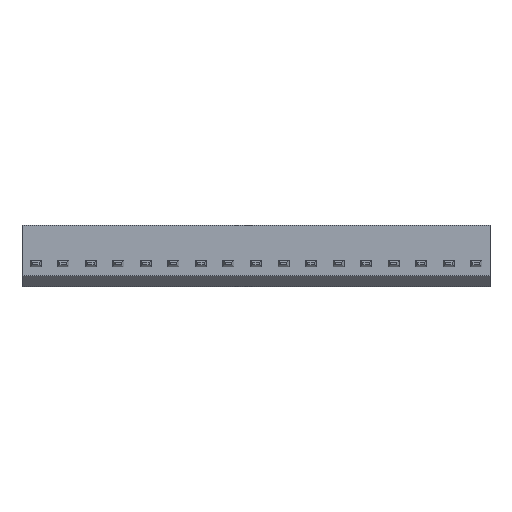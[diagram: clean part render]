
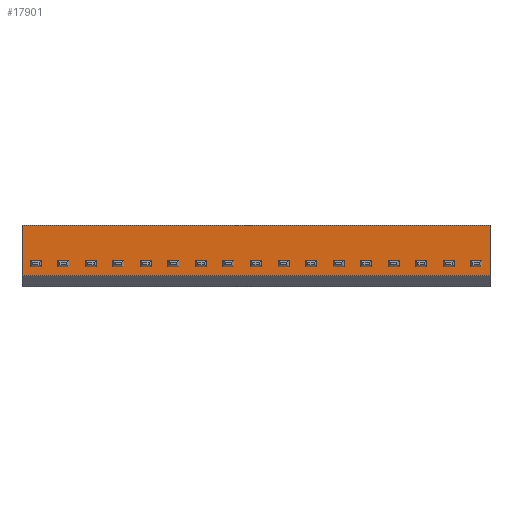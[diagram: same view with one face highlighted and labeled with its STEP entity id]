
A CAD part, top view. The second image highlights one B-rep face of the part: STEP entity #17901.
In plain terms, the highlighted planar face has unit normal (0, 0, 1).
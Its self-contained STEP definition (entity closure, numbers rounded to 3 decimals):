
#17901 = ADVANCED_FACE('',(#17902),#17916,.T.);
#17902 = FACE_BOUND('',#17903,.T.);
#17903 = EDGE_LOOP('',(#17904,#17939,#17967,#17995));
#17904 = ORIENTED_EDGE('',*,*,#17905,.T.);
#17905 = EDGE_CURVE('',#17906,#17908,#17910,.T.);
#17906 = VERTEX_POINT('',#17907);
#17907 = CARTESIAN_POINT('',(-1.25,-1.1,3.2));
#17908 = VERTEX_POINT('',#17909);
#17909 = CARTESIAN_POINT('',(41.25,-1.1,3.2));
#17910 = SURFACE_CURVE('',#17911,(#17915,#17927),.PCURVE_S1.);
#17911 = LINE('',#17912,#17913);
#17912 = CARTESIAN_POINT('',(-1.25,-1.1,3.2));
#17913 = VECTOR('',#17914,1.);
#17914 = DIRECTION('',(1.,0.,0.));
#17915 = PCURVE('',#17916,#17921);
#17916 = PLANE('',#17917);
#17917 = AXIS2_PLACEMENT_3D('',#17918,#17919,#17920);
#17918 = CARTESIAN_POINT('',(-1.25,-1.1,3.2));
#17919 = DIRECTION('',(0.,0.,1.));
#17920 = DIRECTION('',(0.,1.,0.));
#17921 = DEFINITIONAL_REPRESENTATION('',(#17922),#17926);
#17922 = LINE('',#17923,#17924);
#17923 = CARTESIAN_POINT('',(0.,0.));
#17924 = VECTOR('',#17925,1.);
#17925 = DIRECTION('',(0.,-1.));
#17926 = ( GEOMETRIC_REPRESENTATION_CONTEXT(2) 
PARAMETRIC_REPRESENTATION_CONTEXT() REPRESENTATION_CONTEXT('2D SPACE',''
  ) );
#17927 = PCURVE('',#17928,#17933);
#17928 = PLANE('',#17929);
#17929 = AXIS2_PLACEMENT_3D('',#17930,#17931,#17932);
#17930 = CARTESIAN_POINT('',(-1.25,-1.1,3.2));
#17931 = DIRECTION('',(0.,0.707,-0.707));
#17932 = DIRECTION('',(0.,-0.707,-0.707));
#17933 = DEFINITIONAL_REPRESENTATION('',(#17934),#17938);
#17934 = LINE('',#17935,#17936);
#17935 = CARTESIAN_POINT('',(0.,0.));
#17936 = VECTOR('',#17937,1.);
#17937 = DIRECTION('',(0.,-1.));
#17938 = ( GEOMETRIC_REPRESENTATION_CONTEXT(2) 
PARAMETRIC_REPRESENTATION_CONTEXT() REPRESENTATION_CONTEXT('2D SPACE',''
  ) );
#17939 = ORIENTED_EDGE('',*,*,#17940,.T.);
#17940 = EDGE_CURVE('',#17908,#17941,#17943,.T.);
#17941 = VERTEX_POINT('',#17942);
#17942 = CARTESIAN_POINT('',(41.25,3.5,3.2));
#17943 = SURFACE_CURVE('',#17944,(#17948,#17955),.PCURVE_S1.);
#17944 = LINE('',#17945,#17946);
#17945 = CARTESIAN_POINT('',(41.25,-1.1,3.2));
#17946 = VECTOR('',#17947,1.);
#17947 = DIRECTION('',(0.,1.,0.));
#17948 = PCURVE('',#17916,#17949);
#17949 = DEFINITIONAL_REPRESENTATION('',(#17950),#17954);
#17950 = LINE('',#17951,#17952);
#17951 = CARTESIAN_POINT('',(0.,-42.5));
#17952 = VECTOR('',#17953,1.);
#17953 = DIRECTION('',(1.,0.));
#17954 = ( GEOMETRIC_REPRESENTATION_CONTEXT(2) 
PARAMETRIC_REPRESENTATION_CONTEXT() REPRESENTATION_CONTEXT('2D SPACE',''
  ) );
#17955 = PCURVE('',#17956,#17961);
#17956 = PLANE('',#17957);
#17957 = AXIS2_PLACEMENT_3D('',#17958,#17959,#17960);
#17958 = CARTESIAN_POINT('',(41.25,0.951,1.622));
#17959 = DIRECTION('',(1.,0.,0.));
#17960 = DIRECTION('',(0.,0.,1.));
#17961 = DEFINITIONAL_REPRESENTATION('',(#17962),#17966);
#17962 = LINE('',#17963,#17964);
#17963 = CARTESIAN_POINT('',(1.578,2.051));
#17964 = VECTOR('',#17965,1.);
#17965 = DIRECTION('',(0.,-1.));
#17966 = ( GEOMETRIC_REPRESENTATION_CONTEXT(2) 
PARAMETRIC_REPRESENTATION_CONTEXT() REPRESENTATION_CONTEXT('2D SPACE',''
  ) );
#17967 = ORIENTED_EDGE('',*,*,#17968,.F.);
#17968 = EDGE_CURVE('',#17969,#17941,#17971,.T.);
#17969 = VERTEX_POINT('',#17970);
#17970 = CARTESIAN_POINT('',(-1.25,3.5,3.2));
#17971 = SURFACE_CURVE('',#17972,(#17976,#17983),.PCURVE_S1.);
#17972 = LINE('',#17973,#17974);
#17973 = CARTESIAN_POINT('',(-1.25,3.5,3.2));
#17974 = VECTOR('',#17975,1.);
#17975 = DIRECTION('',(1.,0.,0.));
#17976 = PCURVE('',#17916,#17977);
#17977 = DEFINITIONAL_REPRESENTATION('',(#17978),#17982);
#17978 = LINE('',#17979,#17980);
#17979 = CARTESIAN_POINT('',(4.6,0.));
#17980 = VECTOR('',#17981,1.);
#17981 = DIRECTION('',(0.,-1.));
#17982 = ( GEOMETRIC_REPRESENTATION_CONTEXT(2) 
PARAMETRIC_REPRESENTATION_CONTEXT() REPRESENTATION_CONTEXT('2D SPACE',''
  ) );
#17983 = PCURVE('',#17984,#17989);
#17984 = PLANE('',#17985);
#17985 = AXIS2_PLACEMENT_3D('',#17986,#17987,#17988);
#17986 = CARTESIAN_POINT('',(-1.25,3.5,3.2));
#17987 = DIRECTION('',(0.,1.,0.));
#17988 = DIRECTION('',(0.,0.,-1.));
#17989 = DEFINITIONAL_REPRESENTATION('',(#17990),#17994);
#17990 = LINE('',#17991,#17992);
#17991 = CARTESIAN_POINT('',(0.,0.));
#17992 = VECTOR('',#17993,1.);
#17993 = DIRECTION('',(0.,-1.));
#17994 = ( GEOMETRIC_REPRESENTATION_CONTEXT(2) 
PARAMETRIC_REPRESENTATION_CONTEXT() REPRESENTATION_CONTEXT('2D SPACE',''
  ) );
#17995 = ORIENTED_EDGE('',*,*,#17996,.F.);
#17996 = EDGE_CURVE('',#17906,#17969,#17997,.T.);
#17997 = SURFACE_CURVE('',#17998,(#18002,#18009),.PCURVE_S1.);
#17998 = LINE('',#17999,#18000);
#17999 = CARTESIAN_POINT('',(-1.25,-1.1,3.2));
#18000 = VECTOR('',#18001,1.);
#18001 = DIRECTION('',(0.,1.,0.));
#18002 = PCURVE('',#17916,#18003);
#18003 = DEFINITIONAL_REPRESENTATION('',(#18004),#18008);
#18004 = LINE('',#18005,#18006);
#18005 = CARTESIAN_POINT('',(0.,0.));
#18006 = VECTOR('',#18007,1.);
#18007 = DIRECTION('',(1.,0.));
#18008 = ( GEOMETRIC_REPRESENTATION_CONTEXT(2) 
PARAMETRIC_REPRESENTATION_CONTEXT() REPRESENTATION_CONTEXT('2D SPACE',''
  ) );
#18009 = PCURVE('',#18010,#18015);
#18010 = PLANE('',#18011);
#18011 = AXIS2_PLACEMENT_3D('',#18012,#18013,#18014);
#18012 = CARTESIAN_POINT('',(-1.25,0.951,1.622));
#18013 = DIRECTION('',(1.,0.,0.));
#18014 = DIRECTION('',(0.,0.,1.));
#18015 = DEFINITIONAL_REPRESENTATION('',(#18016),#18020);
#18016 = LINE('',#18017,#18018);
#18017 = CARTESIAN_POINT('',(1.578,2.051));
#18018 = VECTOR('',#18019,1.);
#18019 = DIRECTION('',(0.,-1.));
#18020 = ( GEOMETRIC_REPRESENTATION_CONTEXT(2) 
PARAMETRIC_REPRESENTATION_CONTEXT() REPRESENTATION_CONTEXT('2D SPACE',''
  ) );
